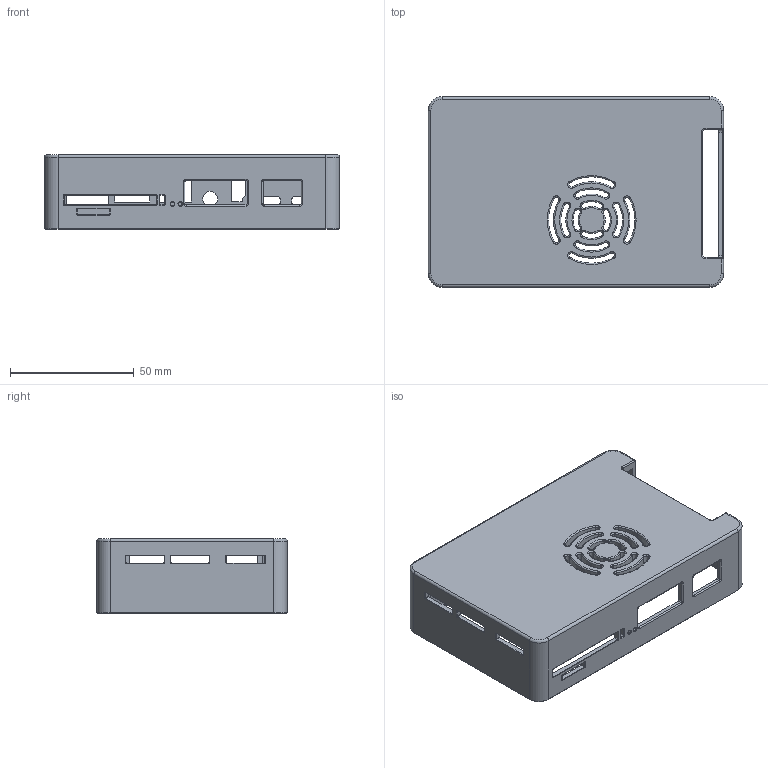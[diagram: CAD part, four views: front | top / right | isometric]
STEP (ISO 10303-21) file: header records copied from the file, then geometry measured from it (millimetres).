
FILE_DESCRIPTION (( 'STEP AP203' ), '1' );
FILE_NAME ('3588呿蹋俋褲.STEP', '2025-03-14T10:36:41', ( '' ), ( '' ), 'SwSTEP 2.0', 'SolidWorks 2021', '' );
FILE_SCHEMA (( 'CONFIG_CONTROL_DESIGN' ));
Length unit declared in the file: millimetre
Products named in the file (1): 3588呿蹋俋褲
Bounding box: 119.4 x 77.1 x 30.2 mm (x, y, z)
Volume: 45788.7 mm3; surface area: 36357.5 mm2
Topology: 1 solids, 1 shells, 583 faces, 1438 edges, 859 vertices
Faces by surface type: cylinder 262, torus 160, plane 129, cone 30, bspline 2
Entity records: 17520 total; most frequent: DIRECTION 3394, CARTESIAN_POINT 2967, ORIENTED_EDGE 2876, EDGE_CURVE 1438, AXIS2_PLACEMENT_3D 1381, VERTEX_POINT 859, CIRCLE 799, EDGE_LOOP 645
